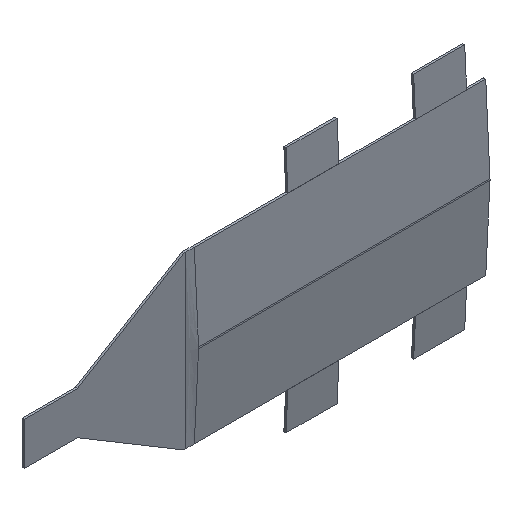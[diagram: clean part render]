
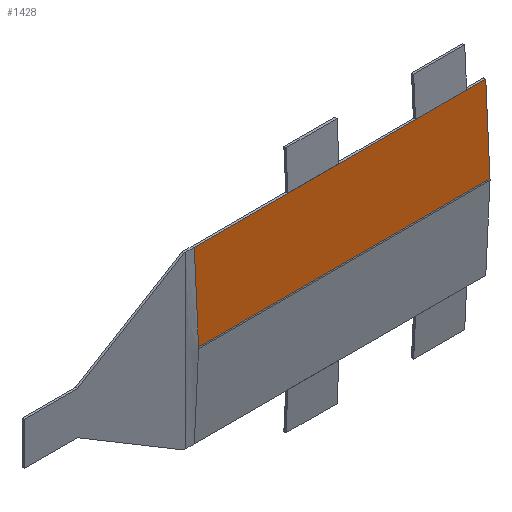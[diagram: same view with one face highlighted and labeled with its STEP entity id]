
A CAD part, isometric view. The second image highlights one B-rep face of the part: STEP entity #1428.
In plain terms, the highlighted planar face has unit normal (0, -0.999, 0.05).
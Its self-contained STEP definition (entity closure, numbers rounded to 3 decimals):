
#19 = VECTOR ( 'NONE', #598, 1000. ) ;
#21 = CARTESIAN_POINT ( 'NONE',  ( 68.5, -1.496, 0.176 ) ) ;
#57 = EDGE_CURVE ( 'NONE', #172, #638, #1090, .T. ) ;
#72 = AXIS2_PLACEMENT_3D ( 'NONE', #1474, #1180, #1592 ) ;
#172 = VERTEX_POINT ( 'NONE', #1747 ) ;
#198 = EDGE_CURVE ( 'NONE', #1167, #638, #1194, .T. ) ;
#320 = VECTOR ( 'NONE', #1538, 1000. ) ;
#322 = CARTESIAN_POINT ( 'NONE',  ( 0., -1.496, 0.176 ) ) ;
#413 = CARTESIAN_POINT ( 'NONE',  ( 68.5, -0.5, 20. ) ) ;
#476 = CARTESIAN_POINT ( 'NONE',  ( 0., -1.496, 0.176 ) ) ;
#526 = CARTESIAN_POINT ( 'NONE',  ( 68.5, -0.5, 20. ) ) ;
#572 = EDGE_CURVE ( 'NONE', #977, #172, #1200, .T. ) ;
#590 = FACE_OUTER_BOUND ( 'NONE', #1227, .T. ) ;
#598 = DIRECTION ( 'NONE',  ( 0., -0.05, -0.999 ) ) ;
#638 = VERTEX_POINT ( 'NONE', #322 ) ;
#675 = CARTESIAN_POINT ( 'NONE',  ( 0., -0.5, 20. ) ) ;
#867 = PLANE ( 'NONE',  #72 ) ;
#949 = CARTESIAN_POINT ( 'NONE',  ( 68.5, -1.496, 0.176 ) ) ;
#955 = VECTOR ( 'NONE', #1184, 1000. ) ;
#967 = ORIENTED_EDGE ( 'NONE', *, *, #57, .F. ) ;
#977 = VERTEX_POINT ( 'NONE', #526 ) ;
#1063 = EDGE_CURVE ( 'NONE', #977, #1167, #1874, .T. ) ;
#1090 = LINE ( 'NONE', #949, #320 ) ;
#1158 = ORIENTED_EDGE ( 'NONE', *, *, #1063, .T. ) ;
#1167 = VERTEX_POINT ( 'NONE', #675 ) ;
#1180 = DIRECTION ( 'NONE',  ( 0., 0.999, -0.05 ) ) ;
#1184 = DIRECTION ( 'NONE',  ( 0., -0.05, -0.999 ) ) ;
#1194 = LINE ( 'NONE', #476, #955 ) ;
#1200 = LINE ( 'NONE', #21, #19 ) ;
#1227 = EDGE_LOOP ( 'NONE', ( #1356, #967, #1349, #1158 ) ) ;
#1324 = VECTOR ( 'NONE', #1411, 1000. ) ;
#1349 = ORIENTED_EDGE ( 'NONE', *, *, #572, .F. ) ;
#1356 = ORIENTED_EDGE ( 'NONE', *, *, #198, .T. ) ;
#1411 = DIRECTION ( 'NONE',  ( -1., 0., 0. ) ) ;
#1428 = ADVANCED_FACE ( 'NONE', ( #590 ), #867, .F. ) ;
#1474 = CARTESIAN_POINT ( 'NONE',  ( 68.5, -1.496, 0.176 ) ) ;
#1538 = DIRECTION ( 'NONE',  ( -1., 0., 0. ) ) ;
#1592 = DIRECTION ( 'NONE',  ( 0., 0.05, 0.999 ) ) ;
#1747 = CARTESIAN_POINT ( 'NONE',  ( 68.5, -1.496, 0.176 ) ) ;
#1874 = LINE ( 'NONE', #413, #1324 ) ;
